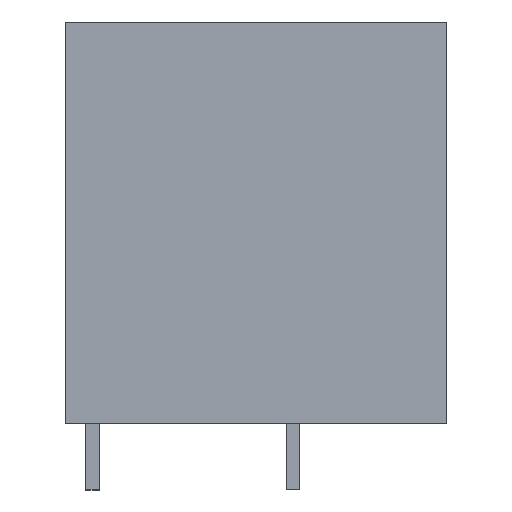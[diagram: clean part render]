
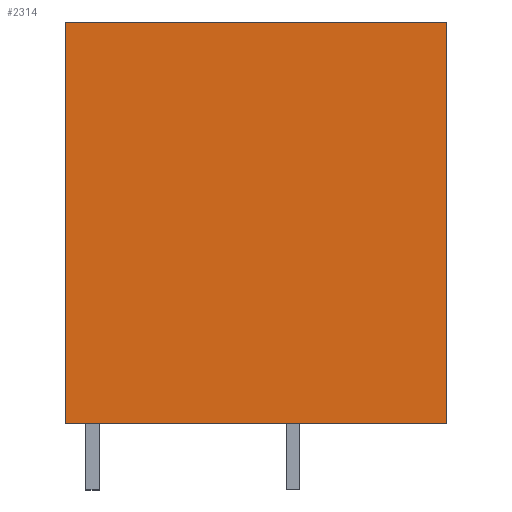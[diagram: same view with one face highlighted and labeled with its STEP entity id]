
A CAD part, left-side view. The second image highlights one B-rep face of the part: STEP entity #2314.
In plain terms, the highlighted planar face has unit normal (-1, 0, 0).
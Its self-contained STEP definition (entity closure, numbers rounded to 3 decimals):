
#2294=AXIS2_PLACEMENT_3D('Plane Axis2P3D',#2291,#2292,#2293) ;
#40=CARTESIAN_POINT('Vertex',(0.,0.,5.)) ;
#45=CARTESIAN_POINT('Line Origine',(0.,14.275,5.)) ;
#49=CARTESIAN_POINT('Vertex',(0.,28.55,5.)) ;
#1354=CARTESIAN_POINT('Line Origine',(0.,0.,20.)) ;
#1358=CARTESIAN_POINT('Vertex',(0.,0.,35.)) ;
#2291=CARTESIAN_POINT('Axis2P3D Location',(0.,28.55,0.)) ;
#2296=CARTESIAN_POINT('Line Origine',(0.,14.275,35.)) ;
#2300=CARTESIAN_POINT('Vertex',(0.,28.55,35.)) ;
#2303=CARTESIAN_POINT('Line Origine',(0.,28.55,20.)) ;
#46=DIRECTION('Vector Direction',(0.,-1.,0.)) ;
#1355=DIRECTION('Vector Direction',(0.,0.,1.)) ;
#2292=DIRECTION('Axis2P3D Direction',(-1.,0.,0.)) ;
#2293=DIRECTION('Axis2P3D XDirection',(0.,-1.,0.)) ;
#2297=DIRECTION('Vector Direction',(0.,1.,0.)) ;
#2304=DIRECTION('Vector Direction',(0.,0.,-1.)) ;
#47=VECTOR('Line Direction',#46,1.) ;
#1356=VECTOR('Line Direction',#1355,1.) ;
#2298=VECTOR('Line Direction',#2297,1.) ;
#2305=VECTOR('Line Direction',#2304,1.) ;
#2309=ORIENTED_EDGE('',*,*,#51,.T.) ;
#2310=ORIENTED_EDGE('',*,*,#1360,.T.) ;
#2311=ORIENTED_EDGE('',*,*,#2302,.T.) ;
#2312=ORIENTED_EDGE('',*,*,#2307,.T.) ;
#2314=ADVANCED_FACE('HOUSING',(#2313),#2295,.T.) ;
#51=EDGE_CURVE('',#50,#41,#48,.T.) ;
#1360=EDGE_CURVE('',#41,#1359,#1357,.T.) ;
#2302=EDGE_CURVE('',#1359,#2301,#2299,.T.) ;
#2307=EDGE_CURVE('',#2301,#50,#2306,.T.) ;
#2308=EDGE_LOOP('',(#2309,#2310,#2311,#2312)) ;
#2313=FACE_OUTER_BOUND('',#2308,.T.) ;
#48=LINE('Line',#45,#47) ;
#1357=LINE('Line',#1354,#1356) ;
#2299=LINE('Line',#2296,#2298) ;
#2306=LINE('Line',#2303,#2305) ;
#2295=PLANE('',#2294) ;
#41=VERTEX_POINT('',#40) ;
#50=VERTEX_POINT('',#49) ;
#1359=VERTEX_POINT('',#1358) ;
#2301=VERTEX_POINT('',#2300) ;
